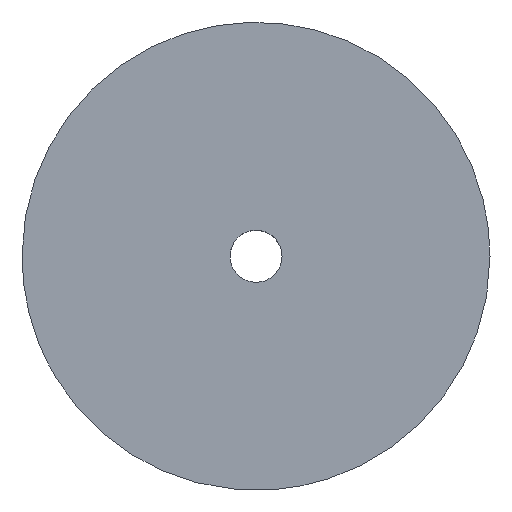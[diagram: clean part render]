
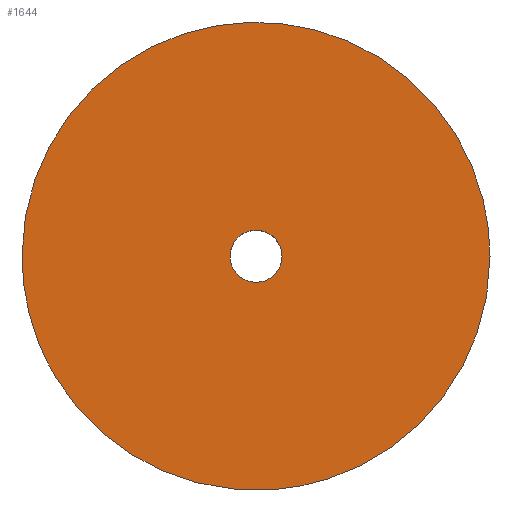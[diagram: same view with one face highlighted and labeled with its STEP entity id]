
A CAD part, top view. The second image highlights one B-rep face of the part: STEP entity #1644.
In plain terms, the highlighted free-form (B-spline) face has degree [1, 1] with [2, 2] control points.
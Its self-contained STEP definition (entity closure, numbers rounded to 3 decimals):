
#712=CARTESIAN_POINT('',(2.471,-31.403,26.));
#713=VERTEX_POINT('',#712);
#719=CARTESIAN_POINT('',(-29.291,-11.589,26.));
#720=VERTEX_POINT('',#719);
#721=CARTESIAN_POINT('',(2.471,-31.403,26.));
#722=CARTESIAN_POINT('',(1.238,-31.5,26.));
#723=CARTESIAN_POINT('',(0.,-31.5,26.));
#724=CARTESIAN_POINT('',(-21.413,-31.5,26.));
#725=CARTESIAN_POINT('',(-29.291,-11.589,26.));
#733=(BOUNDED_CURVE()B_SPLINE_CURVE(2,(#721,#722,#723,#724,#725),.UNSPECIFIED.,.F.,.U.)B_SPLINE_CURVE_WITH_KNOTS((3,2,3),(0.736,0.75,0.938),.UNSPECIFIED.)CURVE()GEOMETRIC_REPRESENTATION_ITEM()RATIONAL_B_SPLINE_CURVE((0.97,0.984,1.0,0.78,0.89))REPRESENTATION_ITEM(''));
#734=EDGE_CURVE('',#713,#720,#733,.T.);
#786=CARTESIAN_POINT('',(-31.5,0.0,26.0));
#787=VERTEX_POINT('',#786);
#788=CARTESIAN_POINT('',(-29.291,-11.589,26.));
#789=CARTESIAN_POINT('',(-31.5,-6.005,26.));
#790=CARTESIAN_POINT('',(-31.5,0.0,26.0));
#798=(BOUNDED_CURVE()B_SPLINE_CURVE(2,(#788,#789,#790),.UNSPECIFIED.,.F.,.U.)B_SPLINE_CURVE_WITH_KNOTS((3,3),(0.938,1.0),.UNSPECIFIED.)CURVE()GEOMETRIC_REPRESENTATION_ITEM()RATIONAL_B_SPLINE_CURVE((0.89,0.927,1.0))REPRESENTATION_ITEM(''));
#799=EDGE_CURVE('',#720,#787,#798,.T.);
#801=CARTESIAN_POINT('',(31.5,0.0,26.0));
#802=VERTEX_POINT('',#801);
#803=CARTESIAN_POINT('',(-31.5,0.0,26.0));
#804=CARTESIAN_POINT('',(-31.5,31.5,26.));
#805=CARTESIAN_POINT('',(0.0,31.5,26.0));
#806=CARTESIAN_POINT('',(31.5,31.5,26.));
#807=CARTESIAN_POINT('',(31.5,0.0,26.0));
#815=(BOUNDED_CURVE()B_SPLINE_CURVE(2,(#803,#804,#805,#806,#807),.UNSPECIFIED.,.F.,.U.)B_SPLINE_CURVE_WITH_KNOTS((3,2,3),(0.0,0.25,0.5),.UNSPECIFIED.)CURVE()GEOMETRIC_REPRESENTATION_ITEM()RATIONAL_B_SPLINE_CURVE((1.0,0.707,1.0,0.707,1.0))REPRESENTATION_ITEM(''));
#816=EDGE_CURVE('',#787,#802,#815,.T.);
#818=CARTESIAN_POINT('',(31.5,0.0,26.0));
#819=CARTESIAN_POINT('',(31.5,-29.118,26.));
#820=CARTESIAN_POINT('',(2.471,-31.403,26.));
#828=(BOUNDED_CURVE()B_SPLINE_CURVE(2,(#818,#819,#820),.UNSPECIFIED.,.F.,.U.)B_SPLINE_CURVE_WITH_KNOTS((3,3),(0.5,0.736),.UNSPECIFIED.)CURVE()GEOMETRIC_REPRESENTATION_ITEM()RATIONAL_B_SPLINE_CURVE((1.0,0.723,0.97))REPRESENTATION_ITEM(''));
#829=EDGE_CURVE('',#802,#713,#828,.T.);
#917=CARTESIAN_POINT('',(-0.413,3.476,26.0));
#918=VERTEX_POINT('',#917);
#919=CARTESIAN_POINT('',(3.5,0.0,26.0));
#920=VERTEX_POINT('',#919);
#921=CARTESIAN_POINT('',(-0.413,3.476,26.0));
#922=CARTESIAN_POINT('',(-0.207,3.5,26.));
#923=CARTESIAN_POINT('',(0.0,3.5,26.0));
#924=CARTESIAN_POINT('',(3.5,3.5,26.));
#925=CARTESIAN_POINT('',(3.5,0.0,26.0));
#933=(BOUNDED_CURVE()B_SPLINE_CURVE(2,(#921,#922,#923,#924,#925),.UNSPECIFIED.,.F.,.U.)B_SPLINE_CURVE_WITH_KNOTS((3,2,3),(0.23,0.25,0.5),.UNSPECIFIED.)CURVE()GEOMETRIC_REPRESENTATION_ITEM()RATIONAL_B_SPLINE_CURVE((0.956,0.976,1.0,0.707,1.0))REPRESENTATION_ITEM(''));
#934=EDGE_CURVE('',#918,#920,#933,.T.);
#975=CARTESIAN_POINT('',(0.214,-3.493,26.0));
#976=VERTEX_POINT('',#975);
#982=CARTESIAN_POINT('',(3.5,0.0,26.0));
#983=CARTESIAN_POINT('',(3.5,-3.292,26.));
#984=CARTESIAN_POINT('',(0.214,-3.493,26.0));
#992=(BOUNDED_CURVE()B_SPLINE_CURVE(2,(#982,#983,#984),.UNSPECIFIED.,.F.,.U.)B_SPLINE_CURVE_WITH_KNOTS((3,3),(0.5,0.739),.UNSPECIFIED.)CURVE()GEOMETRIC_REPRESENTATION_ITEM()RATIONAL_B_SPLINE_CURVE((1.0,0.72,0.976))REPRESENTATION_ITEM(''));
#993=EDGE_CURVE('',#920,#976,#992,.T.);
#1016=CARTESIAN_POINT('',(-3.5,0.0,26.0));
#1017=VERTEX_POINT('',#1016);
#1018=CARTESIAN_POINT('',(-3.5,0.0,26.0));
#1019=CARTESIAN_POINT('',(-3.5,3.109,26.));
#1020=CARTESIAN_POINT('',(-0.413,3.476,26.));
#1028=(BOUNDED_CURVE()B_SPLINE_CURVE(2,(#1018,#1019,#1020),.UNSPECIFIED.,.F.,.U.)B_SPLINE_CURVE_WITH_KNOTS((3,3),(0.0,0.23),.UNSPECIFIED.)CURVE()GEOMETRIC_REPRESENTATION_ITEM()RATIONAL_B_SPLINE_CURVE((1.0,0.731,0.956))REPRESENTATION_ITEM(''));
#1029=EDGE_CURVE('',#1017,#918,#1028,.T.);
#1031=CARTESIAN_POINT('',(0.214,-3.493,26.));
#1032=CARTESIAN_POINT('',(0.107,-3.5,26.));
#1033=CARTESIAN_POINT('',(0.0,-3.5,26.0));
#1034=CARTESIAN_POINT('',(-3.5,-3.5,26.));
#1035=CARTESIAN_POINT('',(-3.5,0.0,26.0));
#1043=(BOUNDED_CURVE()B_SPLINE_CURVE(2,(#1031,#1032,#1033,#1034,#1035),.UNSPECIFIED.,.F.,.U.)B_SPLINE_CURVE_WITH_KNOTS((3,2,3),(0.739,0.75,1.0),.UNSPECIFIED.)CURVE()GEOMETRIC_REPRESENTATION_ITEM()RATIONAL_B_SPLINE_CURVE((0.976,0.988,1.0,0.707,1.0))REPRESENTATION_ITEM(''));
#1044=EDGE_CURVE('',#976,#1017,#1043,.T.);
#1627=CARTESIAN_POINT('',(34.647,-34.646,26.0));
#1628=CARTESIAN_POINT('',(-34.647,-34.646,26.0));
#1629=CARTESIAN_POINT('',(34.647,34.647,26.0));
#1630=CARTESIAN_POINT('',(-34.647,34.647,26.0));
#1631=B_SPLINE_SURFACE_WITH_KNOTS('',1,1,((#1627,#1629),(#1628,#1630)),.UNSPECIFIED.,.F.,.F.,.U.,(2,2),(2,2),(0.0,69.294),(0.0,69.293),.UNSPECIFIED.);
#1632=ORIENTED_EDGE('',*,*,#799,.F.);
#1633=ORIENTED_EDGE('',*,*,#734,.F.);
#1634=ORIENTED_EDGE('',*,*,#829,.F.);
#1635=ORIENTED_EDGE('',*,*,#816,.F.);
#1636=EDGE_LOOP('',(#1632,#1633,#1634,#1635));
#1637=FACE_OUTER_BOUND('',#1636,.T.);
#1638=ORIENTED_EDGE('',*,*,#993,.T.);
#1639=ORIENTED_EDGE('',*,*,#1044,.T.);
#1640=ORIENTED_EDGE('',*,*,#1029,.T.);
#1641=ORIENTED_EDGE('',*,*,#934,.T.);
#1642=EDGE_LOOP('',(#1638,#1639,#1640,#1641));
#1643=FACE_BOUND('',#1642,.T.);
#1644=ADVANCED_FACE('',(#1637,#1643),#1631,.F.);
